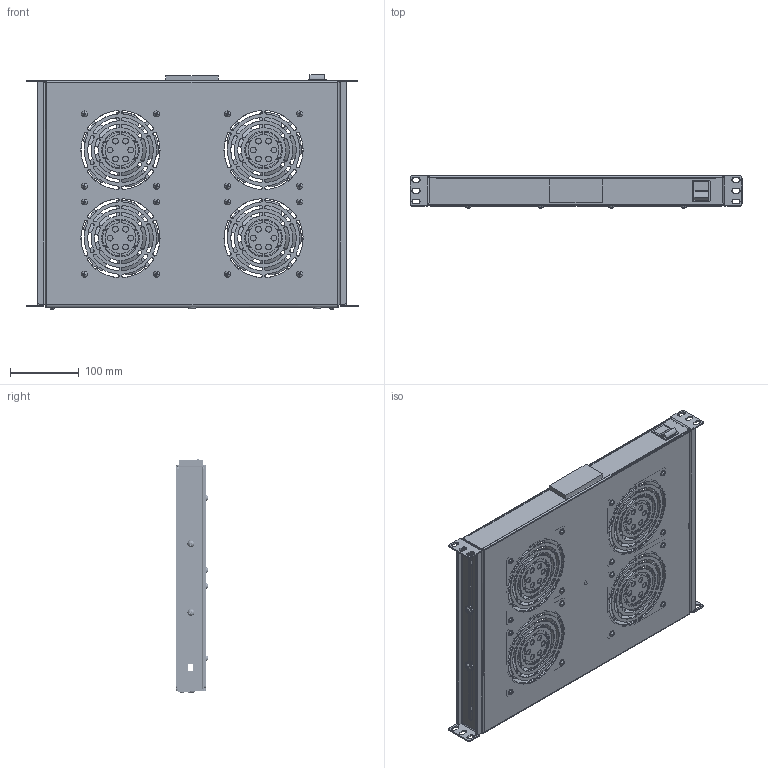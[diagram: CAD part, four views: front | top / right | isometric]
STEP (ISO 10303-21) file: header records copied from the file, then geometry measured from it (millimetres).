
FILE_DESCRIPTION (( 'STEP AP214' ), '1' );
FILE_NAME ('FM05-1U4TS-R_.STEP', '2022-10-13T17:58:33', ( '' ), ( '' ), 'SwSTEP 2.0', 'SolidWorks 2022', '' );
FILE_SCHEMA (( 'AUTOMOTIVE_DESIGN' ));
Length unit declared in the file: millimetre
Products named in the file (22): LED-выключатель со световой индикацией 35x35x25 мм, черный; Гайка кузовная М6; АГИЕ 278.09.101 Крышка_-00 4 вент; ГОСТ 11371-78_Шайба 6; Корпус вентилятора 120х120; ГОСТ 6402-70_Плоское состояние (Шайба 6 65Г 019); Винт 2MxL ГОСТ 17473-80_M6x16; Крыльчатка 120х120; Термостат RC-112E Ringder; Гайка ГОСТ 5915_М 6; Винт 2MxL ГОСТ 17473-80_М4х6; Винт 2MxL ГОСТ 17473-80_М5х8; АГИЕ 278.09.111 Дно_-00 4 вент.; Втулка проходная RUICHI_Втулка проходная 6х12.5х8х5.5х1.5 черная ; Шпилька резьбовая М(DxL) PT DIN EN ISO 13918_6х12; АГИЕ 278.09.103 Кронштейн; Шайба d=6мм пластиковая черная ITK-M6-NUT; АГИЕ.278.09.110 Дно_-00 4 вент.; Вентилятор с подшипником 120x120 мм с защитной хромированной решеткой черный; FM05-1U4TS-R_; Заклёпка резьбовая умен бортик_M4 (вытянутая на 1,4 мм); АГИЕ 278.09.102 Кронштейн
Assembly tree (54 placements, depth 3):
  FM05-1U4TS-R_
    АГИЕ 278.09.102 Кронштейн  x2
    АГИЕ 278.09.103 Кронштейн  x2
    Вентилятор с подшипником 120x120 мм с защитной хромированной решеткой черный  x4
      Корпус вентилятора 120х120
      Крыльчатка 120х120
    LED-выключатель со световой индикацией 35x35x25 мм, черный
    АГИЕ.278.09.110 Дно_-00 4 вент.
      АГИЕ 278.09.111 Дно_-00 4 вент.
      Шпилька резьбовая М(DxL) PT DIN EN ISO 13918_6х12
      Заклёпка резьбовая умен бортик_M4 (вытянутая на 1,4 мм)  x2
    АГИЕ 278.09.101 Крышка_-00 4 вент
    Термостат RC-112E Ringder
    Втулка проходная RUICHI_Втулка проходная 6х12.5х8х5.5х1.5 черная   x2
    Винт 2MxL ГОСТ 17473-80_М4х6  x2
    Шайба d=6мм пластиковая черная ITK-M6-NUT  x4
    Гайка кузовная М6  x4
    Винт 2MxL ГОСТ 17473-80_M6x16  x4
    Гайка ГОСТ 5915_М 6
    ГОСТ 11371-78_Шайба 6  x2
    ГОСТ 6402-70_Плоское состояние (Шайба 6 65Г 019)
    Винт 2MxL ГОСТ 17473-80_М5х8  x16
Bounding box: 482.5 x 46.98 x 341.13 mm (x, y, z)
Volume: 1432459 mm3; surface area: 1134878.7 mm2
Topology: 59 solids, 59 shells, 3581 faces, 9576 edges, 6123 vertices
Faces by surface type: cylinder 1845, plane 1306, cone 196, bspline 142, torus 48, sphere 44
Entity records: 73081 total; most frequent: CARTESIAN_POINT 15480, DIRECTION 12432, ORIENTED_EDGE 11270, EDGE_CURVE 5635, AXIS2_PLACEMENT_3D 4992, VERTEX_POINT 3673, CIRCLE 2955, EDGE_LOOP 2660
